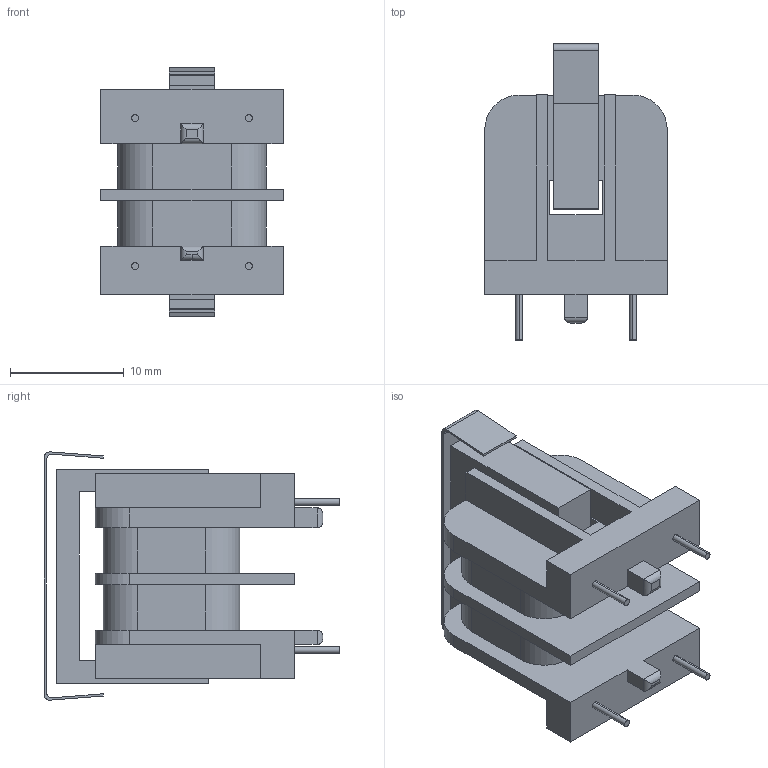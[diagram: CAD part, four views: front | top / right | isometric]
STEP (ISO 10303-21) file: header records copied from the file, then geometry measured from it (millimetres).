
FILE_DESCRIPTION (( 'STEP AP214' ), '1' );
FILE_NAME ('597A8A31-9CFC-4A7B-9B8C-2C64C8C5442E.STEP', '2023-07-27T06:18:59', ( '' ), ( '' ), 'SwSTEP 2.0', 'SolidWorks 2022', '' );
FILE_SCHEMA (( 'AUTOMOTIVE_DESIGN' ));
Length unit declared in the file: millimetre
Products named in the file (1): 597A8A31-9CFC-4A7B-9B8C-2C64C8C5442E
Bounding box: 16 x 25.98 x 21.79 mm (x, y, z)
Volume: 2123.7 mm3; surface area: 4112.4 mm2
Topology: 3 solids, 3 shells, 149 faces, 387 edges, 255 vertices
Faces by surface type: plane 104, cylinder 45
Entity records: 5429 total; most frequent: CARTESIAN_POINT 816, ORIENTED_EDGE 774, DIRECTION 752, EDGE_CURVE 387, VECTOR 306, LINE 306, VERTEX_POINT 255, AXIS2_PLACEMENT_3D 223
